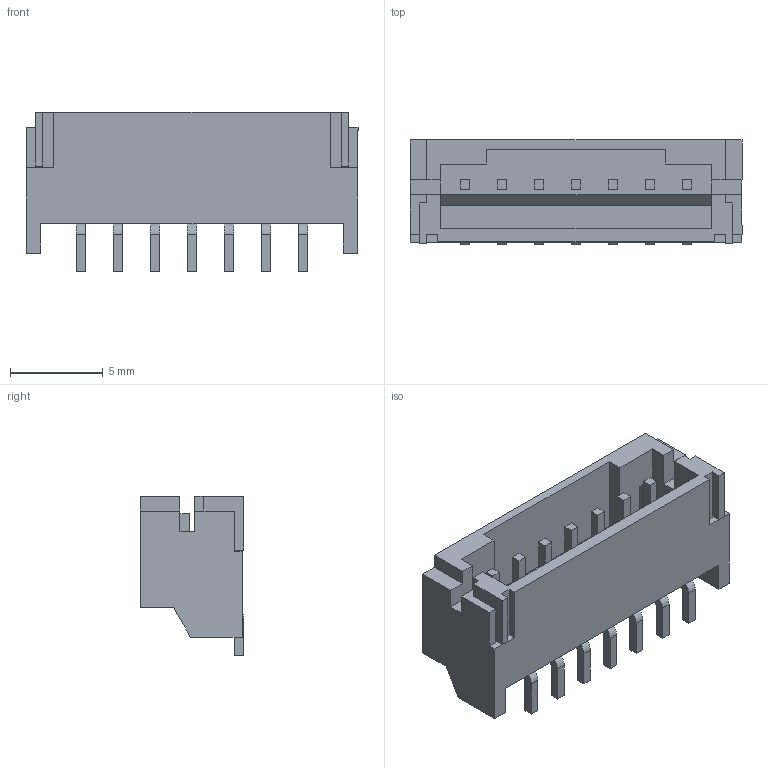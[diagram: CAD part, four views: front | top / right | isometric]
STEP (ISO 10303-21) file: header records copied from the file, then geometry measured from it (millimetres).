
FILE_DESCRIPTION (( 'STEP AP214' ), '1' );
FILE_NAME ('S7B-PH-SM4.STEP', '2010-06-14T04:55:13', ( ' ' ), ( ' ' ), 'SwSTEP 2.0', 'SolidWorks 2005235', '' );
FILE_SCHEMA (( 'AUTOMOTIVE_DESIGN' ));
Length unit declared in the file: millimetre
Products named in the file (1): S7B-PH-SM4
Bounding box: 17.9 x 5.6 x 8.6 mm (x, y, z)
Volume: 327.6 mm3; surface area: 801.1 mm2
Topology: 1 solids, 1 shells, 158 faces, 436 edges, 290 vertices
Faces by surface type: plane 137, cylinder 21
Entity records: 6735 total; most frequent: CARTESIAN_POINT 885, ORIENTED_EDGE 872, DIRECTION 796, EDGE_CURVE 436, VECTOR 394, LINE 394, VERTEX_POINT 290, AXIS2_PLACEMENT_3D 201
